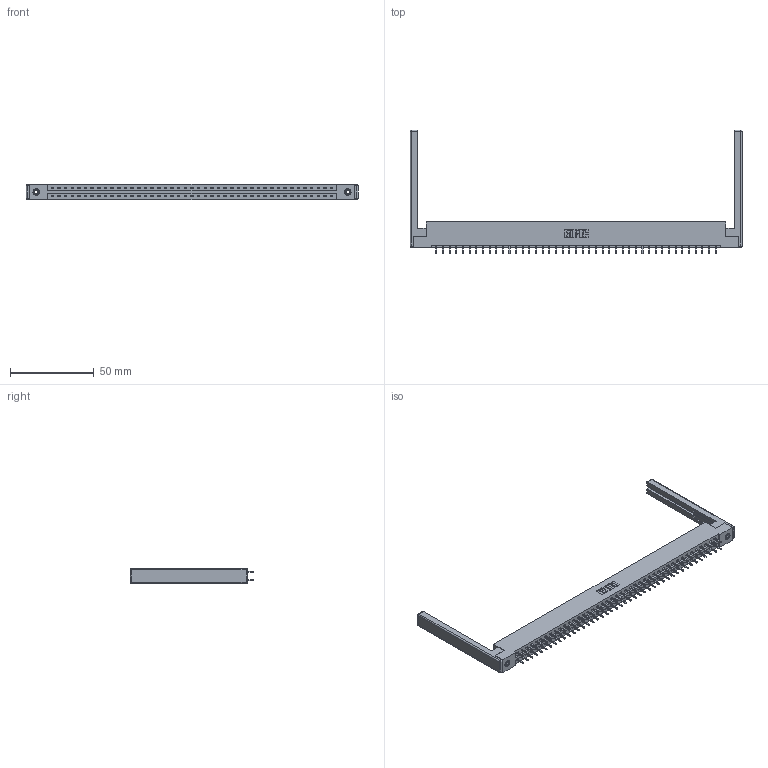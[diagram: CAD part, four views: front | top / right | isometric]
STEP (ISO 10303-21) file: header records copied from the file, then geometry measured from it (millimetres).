
FILE_DESCRIPTION (( 'STEP AP203' ), '1' );
FILE_NAME ('387-086-521-268.STEP', '2019-10-23T02:55:34', ( '' ), ( '' ), 'SwSTEP 2.0', 'SolidWorks 2016', '' );
FILE_SCHEMA (( 'CONFIG_CONTROL_DESIGN' ));
Length unit declared in the file: inch
Products named in the file (5): 345-250-001_345-250-001-102; 337 Part_Flush Mounting Lugs - 0.156 Dia-TI; 345-292-001_345-293-121; 387-086-521-268; 307-220-068
Assembly tree (91 placements, depth 2):
  387-086-521-268
    337 Part_Flush Mounting Lugs - 0.156 Dia-TI
    345-292-001_345-293-121  x86
    345-250-001_345-250-001-102  x2
    307-220-068  x2
Bounding box: 197.82 x 73.79 x 9.4 mm (x, y, z)
Volume: 25210.3 mm3; surface area: 27332.4 mm2
Topology: 91 solids, 91 shells, 4912 faces, 14547 edges, 9562 vertices
Faces by surface type: plane 3426, cylinder 1462, cone 12, sphere 8, torus 4
Entity records: 35988 total; most frequent: CARTESIAN_POINT 6027, ORIENTED_EDGE 5952, DIRECTION 5194, EDGE_CURVE 2976, LINE 2798, VECTOR 2798, VERTEX_POINT 1974, AXIS2_PLACEMENT_3D 1198
